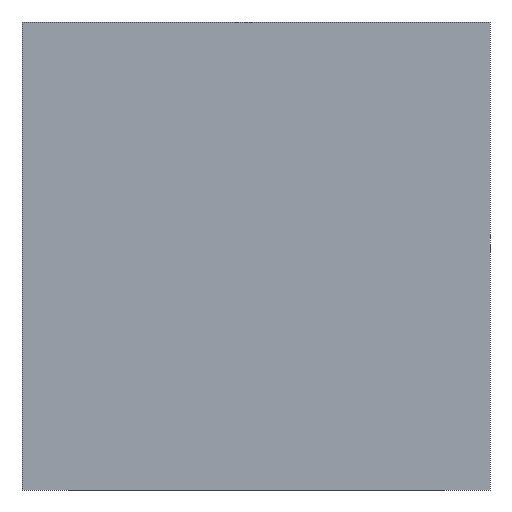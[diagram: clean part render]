
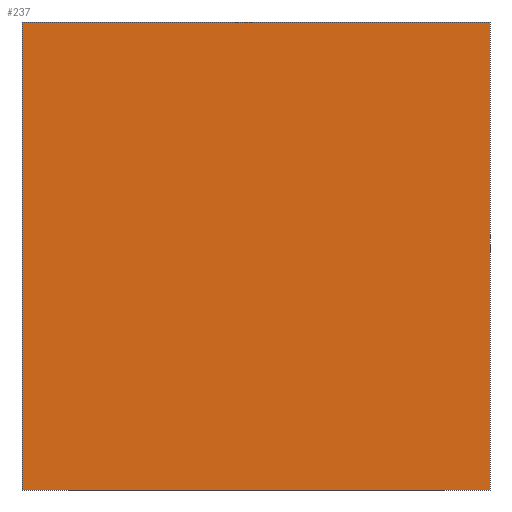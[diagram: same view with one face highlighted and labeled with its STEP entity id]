
A CAD part, front view. The second image highlights one B-rep face of the part: STEP entity #237.
In plain terms, the highlighted planar face has unit normal (0, -1, 0).
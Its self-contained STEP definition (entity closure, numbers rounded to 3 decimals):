
#12 = ORIENTED_EDGE ( 'NONE', *, *, #42, .F. ) ;
#42 = EDGE_CURVE ( 'NONE', #192, #440, #1874, .T. ) ;
#49 = DIRECTION ( 'NONE',  ( 0., -1., 0. ) ) ;
#61 = VECTOR ( 'NONE', #1388, 1000. ) ;
#106 = VERTEX_POINT ( 'NONE', #519 ) ;
#131 = CARTESIAN_POINT ( 'NONE',  ( 0., 0., 0. ) ) ;
#185 = AXIS2_PLACEMENT_3D ( 'NONE', #209, #49, #1714 ) ;
#192 = VERTEX_POINT ( 'NONE', #361 ) ;
#193 = ORIENTED_EDGE ( 'NONE', *, *, #335, .F. ) ;
#206 = LINE ( 'NONE', #806, #61 ) ;
#209 = CARTESIAN_POINT ( 'NONE',  ( 0., 0., 0. ) ) ;
#237 = ADVANCED_FACE ( 'NONE', ( #676 ), #931, .T. ) ;
#254 = VECTOR ( 'NONE', #823, 1000. ) ;
#335 = EDGE_CURVE ( 'NONE', #106, #192, #718, .T. ) ;
#359 = DIRECTION ( 'NONE',  ( -1., 0., 0. ) ) ;
#361 = CARTESIAN_POINT ( 'NONE',  ( 0., 0., 0. ) ) ;
#388 = VERTEX_POINT ( 'NONE', #399 ) ;
#399 = CARTESIAN_POINT ( 'NONE',  ( 100., 0., -100. ) ) ;
#440 = VERTEX_POINT ( 'NONE', #1593 ) ;
#519 = CARTESIAN_POINT ( 'NONE',  ( 0., 0., -100. ) ) ;
#647 = LINE ( 'NONE', #1097, #1557 ) ;
#676 = FACE_OUTER_BOUND ( 'NONE', #835, .T. ) ;
#718 = LINE ( 'NONE', #131, #1554 ) ;
#784 = EDGE_CURVE ( 'NONE', #388, #106, #647, .T. ) ;
#800 = EDGE_CURVE ( 'NONE', #440, #388, #206, .T. ) ;
#806 = CARTESIAN_POINT ( 'NONE',  ( 100., 0., 0. ) ) ;
#823 = DIRECTION ( 'NONE',  ( 1., 0., 0. ) ) ;
#835 = EDGE_LOOP ( 'NONE', ( #193, #991, #1034, #12 ) ) ;
#931 = PLANE ( 'NONE',  #185 ) ;
#991 = ORIENTED_EDGE ( 'NONE', *, *, #784, .F. ) ;
#1034 = ORIENTED_EDGE ( 'NONE', *, *, #800, .F. ) ;
#1097 = CARTESIAN_POINT ( 'NONE',  ( 0., 0., -100. ) ) ;
#1311 = DIRECTION ( 'NONE',  ( 0., 0., 1. ) ) ;
#1388 = DIRECTION ( 'NONE',  ( 0., 0., -1. ) ) ;
#1554 = VECTOR ( 'NONE', #1311, 1000. ) ;
#1557 = VECTOR ( 'NONE', #359, 1000. ) ;
#1593 = CARTESIAN_POINT ( 'NONE',  ( 100., 0., 0. ) ) ;
#1694 = CARTESIAN_POINT ( 'NONE',  ( 0., 0., 0. ) ) ;
#1714 = DIRECTION ( 'NONE',  ( 0., 0., -1. ) ) ;
#1874 = LINE ( 'NONE', #1694, #254 ) ;
